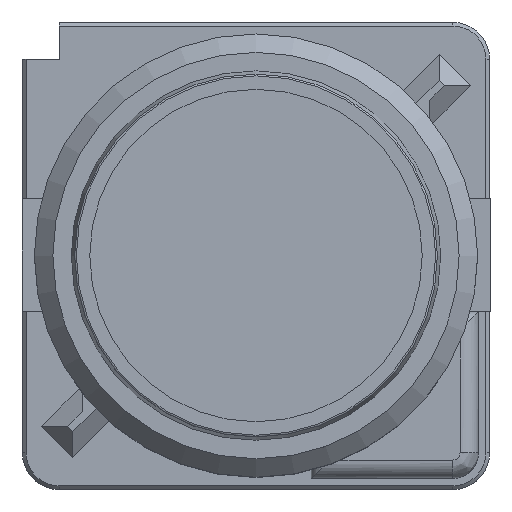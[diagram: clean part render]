
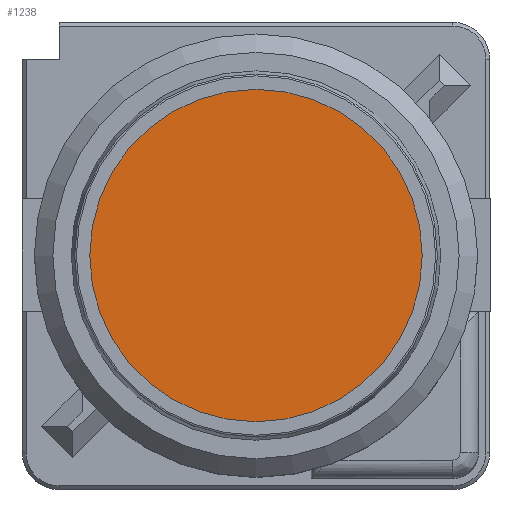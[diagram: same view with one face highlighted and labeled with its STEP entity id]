
A CAD part, top view. The second image highlights one B-rep face of the part: STEP entity #1238.
In plain terms, the highlighted planar face has unit normal (0, 0, 1).
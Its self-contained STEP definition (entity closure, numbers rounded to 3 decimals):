
#75=CIRCLE('',#1354,4.5);
#131=FACE_OUTER_BOUND('',#200,.T.);
#200=EDGE_LOOP('',(#1017));
#577=VERTEX_POINT('',#2059);
#734=EDGE_CURVE('',#577,#577,#75,.T.);
#1017=ORIENTED_EDGE('',*,*,#734,.F.);
#1146=PLANE('',#1355);
#1238=ADVANCED_FACE('',(#131),#1146,.T.);
#1354=AXIS2_PLACEMENT_3D('',#2061,#1658,#1659);
#1355=AXIS2_PLACEMENT_3D('',#2062,#1660,#1661);
#1658=DIRECTION('center_axis',(0.,0.,-1.));
#1659=DIRECTION('ref_axis',(-1.,0.,0.));
#1660=DIRECTION('center_axis',(0.,0.,1.));
#1661=DIRECTION('ref_axis',(-1.,0.,0.));
#2059=CARTESIAN_POINT('',(4.5,0.,7.84));
#2061=CARTESIAN_POINT('Origin',(0.,0.,7.84));
#2062=CARTESIAN_POINT('Origin',(0.,0.,7.84));
